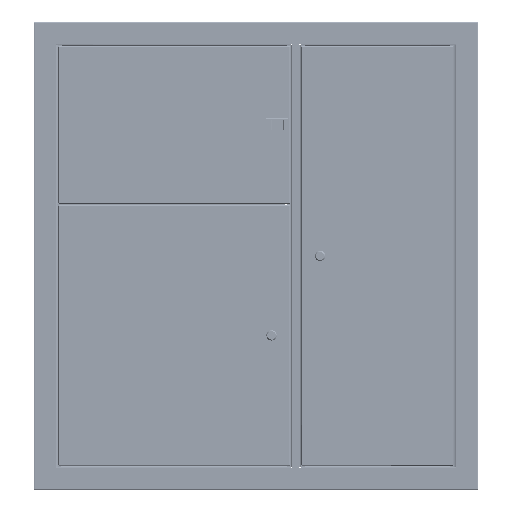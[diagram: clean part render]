
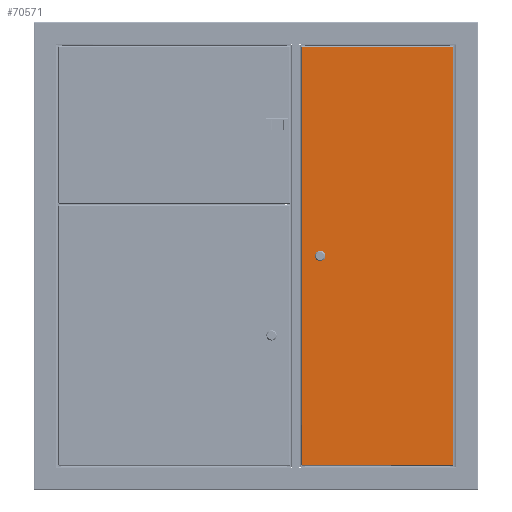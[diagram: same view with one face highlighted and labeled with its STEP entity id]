
A CAD part, top view. The second image highlights one B-rep face of the part: STEP entity #70571.
In plain terms, the highlighted planar face has unit normal (0, 0, 1).
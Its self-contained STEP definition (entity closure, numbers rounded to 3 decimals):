
#98 = CARTESIAN_POINT ( 'NONE',  ( 457.45, 40., 0. ) ) ;
#115 = ORIENTED_EDGE ( 'NONE', *, *, #60119, .F. ) ;
#214 = LINE ( 'NONE', #50336, #35975 ) ;
#345 = CARTESIAN_POINT ( 'NONE',  ( 451.849, 48.5, 0. ) ) ;
#1196 = EDGE_CURVE ( 'NONE', #65760, #20048, #64185, .T. ) ;
#2788 = CIRCLE ( 'NONE', #35731, 9.25 ) ;
#4084 = VERTEX_POINT ( 'NONE', #7084 ) ;
#4860 = EDGE_CURVE ( 'NONE', #34796, #9648, #32944, .T. ) ;
#6423 = DIRECTION ( 'NONE',  ( -1., 0., 0. ) ) ;
#7084 = CARTESIAN_POINT ( 'NONE',  ( 444.551, 48.5, 0. ) ) ;
#9365 = PLANE ( 'NONE',  #15184 ) ;
#9648 = VERTEX_POINT ( 'NONE', #22705 ) ;
#10073 = EDGE_CURVE ( 'NONE', #20048, #39171, #67748, .T. ) ;
#13192 = EDGE_CURVE ( 'NONE', #13749, #45102, #214, .T. ) ;
#13749 = VERTEX_POINT ( 'NONE', #40994 ) ;
#14117 = DIRECTION ( 'NONE',  ( -1., 0., 0. ) ) ;
#15184 = AXIS2_PLACEMENT_3D ( 'NONE', #42884, #65011, #27055 ) ;
#15706 = ORIENTED_EDGE ( 'NONE', *, *, #17950, .T. ) ;
#16896 = EDGE_LOOP ( 'NONE', ( #57961, #115, #31827, #69218, #48355 ) ) ;
#17950 = EDGE_CURVE ( 'NONE', #9648, #13749, #30721, .T. ) ;
#19812 = VERTEX_POINT ( 'NONE', #345 ) ;
#20048 = VERTEX_POINT ( 'NONE', #20910 ) ;
#20910 = CARTESIAN_POINT ( 'NONE',  ( 451.849, 31.5, 0. ) ) ;
#22705 = CARTESIAN_POINT ( 'NONE',  ( 894.7, 324., 0. ) ) ;
#23583 = CIRCLE ( 'NONE', #24766, 9.25 ) ;
#24766 = AXIS2_PLACEMENT_3D ( 'NONE', #28172, #50633, #45089 ) ;
#25368 = AXIS2_PLACEMENT_3D ( 'NONE', #68241, #39847, #51644 ) ;
#26935 = VECTOR ( 'NONE', #14117, 1000. ) ;
#27055 = DIRECTION ( 'NONE',  ( -1., 0., 0. ) ) ;
#27245 = EDGE_CURVE ( 'NONE', #19812, #4084, #39970, .T. ) ;
#28172 = CARTESIAN_POINT ( 'NONE',  ( 448.2, 40., 0. ) ) ;
#28363 = DIRECTION ( 'NONE',  ( 1., 0., 0. ) ) ;
#28402 = CARTESIAN_POINT ( 'NONE',  ( 894.7, 0., 0. ) ) ;
#29301 = CARTESIAN_POINT ( 'NONE',  ( 451.849, 48.5, 0. ) ) ;
#29571 = DIRECTION ( 'NONE',  ( 1., 0., 0. ) ) ;
#29718 = CARTESIAN_POINT ( 'NONE',  ( 1.7, 1.7, 0. ) ) ;
#29830 = ORIENTED_EDGE ( 'NONE', *, *, #13192, .T. ) ;
#30721 = LINE ( 'NONE', #58304, #26935 ) ;
#31827 = ORIENTED_EDGE ( 'NONE', *, *, #10073, .F. ) ;
#32620 = ORIENTED_EDGE ( 'NONE', *, *, #4860, .T. ) ;
#32944 = LINE ( 'NONE', #28402, #42535 ) ;
#33110 = CARTESIAN_POINT ( 'NONE',  ( 444.551, 31.5, 0. ) ) ;
#33497 = VECTOR ( 'NONE', #6423, 1000. ) ;
#34796 = VERTEX_POINT ( 'NONE', #37938 ) ;
#35731 = AXIS2_PLACEMENT_3D ( 'NONE', #38328, #71891, #28363 ) ;
#35975 = VECTOR ( 'NONE', #54519, 1000. ) ;
#36717 = EDGE_CURVE ( 'NONE', #4084, #65760, #23583, .T. ) ;
#37938 = CARTESIAN_POINT ( 'NONE',  ( 894.7, 1.7, 0. ) ) ;
#38328 = CARTESIAN_POINT ( 'NONE',  ( 448.2, 40., 0. ) ) ;
#39171 = VERTEX_POINT ( 'NONE', #98 ) ;
#39847 = DIRECTION ( 'NONE',  ( 0., 0., 1. ) ) ;
#39970 = LINE ( 'NONE', #29301, #33497 ) ;
#40994 = CARTESIAN_POINT ( 'NONE',  ( 1.7, 324., 0. ) ) ;
#42529 = FACE_OUTER_BOUND ( 'NONE', #56470, .T. ) ;
#42535 = VECTOR ( 'NONE', #68937, 1000. ) ;
#42663 = VECTOR ( 'NONE', #29571, 1000. ) ;
#42884 = CARTESIAN_POINT ( 'NONE',  ( 0., 325.7, 0. ) ) ;
#45089 = DIRECTION ( 'NONE',  ( 1., 0., 0. ) ) ;
#45102 = VERTEX_POINT ( 'NONE', #49138 ) ;
#46273 = LINE ( 'NONE', #29718, #51941 ) ;
#48355 = ORIENTED_EDGE ( 'NONE', *, *, #36717, .F. ) ;
#48572 = ORIENTED_EDGE ( 'NONE', *, *, #59203, .T. ) ;
#49138 = CARTESIAN_POINT ( 'NONE',  ( 1.7, 1.7, 0. ) ) ;
#50336 = CARTESIAN_POINT ( 'NONE',  ( 1.7, 324.293, 0. ) ) ;
#50633 = DIRECTION ( 'NONE',  ( 0., 0., 1. ) ) ;
#51439 = DIRECTION ( 'NONE',  ( 1., 0., 0. ) ) ;
#51644 = DIRECTION ( 'NONE',  ( 1., 0., 0. ) ) ;
#51941 = VECTOR ( 'NONE', #51439, 1000. ) ;
#54519 = DIRECTION ( 'NONE',  ( 0., -1., 0. ) ) ;
#56470 = EDGE_LOOP ( 'NONE', ( #48572, #32620, #15706, #29830 ) ) ;
#57961 = ORIENTED_EDGE ( 'NONE', *, *, #27245, .F. ) ;
#58304 = CARTESIAN_POINT ( 'NONE',  ( 894.993, 324., 0. ) ) ;
#59203 = EDGE_CURVE ( 'NONE', #45102, #34796, #46273, .T. ) ;
#60119 = EDGE_CURVE ( 'NONE', #39171, #19812, #2788, .T. ) ;
#60561 = FACE_BOUND ( 'NONE', #16896, .T. ) ;
#64185 = LINE ( 'NONE', #69375, #42663 ) ;
#65011 = DIRECTION ( 'NONE',  ( 0., 0., -1. ) ) ;
#65760 = VERTEX_POINT ( 'NONE', #33110 ) ;
#67748 = CIRCLE ( 'NONE', #25368, 9.25 ) ;
#68241 = CARTESIAN_POINT ( 'NONE',  ( 448.2, 40., 0. ) ) ;
#68937 = DIRECTION ( 'NONE',  ( 0., 1., 0. ) ) ;
#69218 = ORIENTED_EDGE ( 'NONE', *, *, #1196, .F. ) ;
#69375 = CARTESIAN_POINT ( 'NONE',  ( 451.849, 31.5, 0. ) ) ;
#70571 = ADVANCED_FACE ( 'NONE', ( #60561, #42529 ), #9365, .F. ) ;
#71891 = DIRECTION ( 'NONE',  ( 0., 0., 1. ) ) ;
